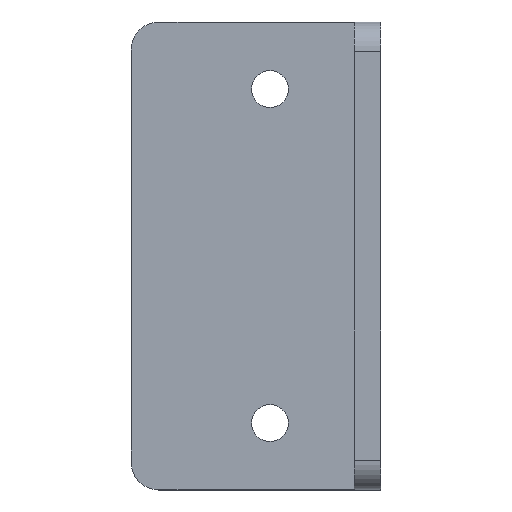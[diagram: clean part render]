
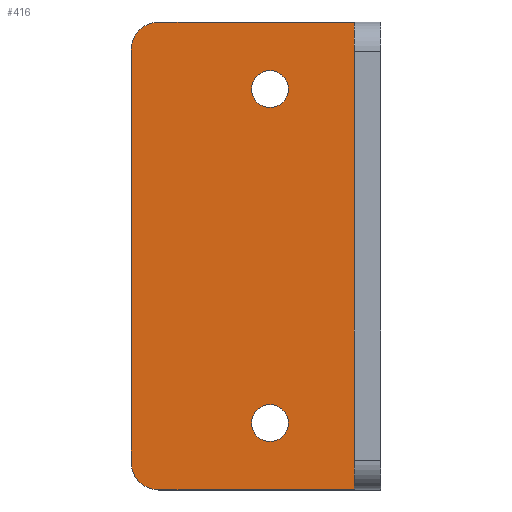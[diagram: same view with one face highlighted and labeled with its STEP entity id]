
A CAD part, top view. The second image highlights one B-rep face of the part: STEP entity #416.
In plain terms, the highlighted planar face has unit normal (0, 0, 1).
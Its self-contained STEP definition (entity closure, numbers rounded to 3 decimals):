
#1 = CARTESIAN_POINT ( 'NONE',  ( 17.625, 41.875, 4.75 ) ) ;
#13 = CARTESIAN_POINT ( 'NONE',  ( -22.375, -36.875, 4.75 ) ) ;
#14 = EDGE_CURVE ( 'NONE', #180, #635, #346, .T. ) ;
#18 = VECTOR ( 'NONE', #354, 1000. ) ;
#28 = DIRECTION ( 'NONE',  ( 1., 0., 0. ) ) ;
#39 = CARTESIAN_POINT ( 'NONE',  ( -0.8, -29.896, 4.75 ) ) ;
#40 = EDGE_LOOP ( 'NONE', ( #188, #414, #442, #122, #364, #44 ) ) ;
#44 = ORIENTED_EDGE ( 'NONE', *, *, #590, .T. ) ;
#45 = EDGE_CURVE ( 'NONE', #180, #453, #242, .T. ) ;
#46 = DIRECTION ( 'NONE',  ( 0., 0., 1. ) ) ;
#50 = FACE_BOUND ( 'NONE', #282, .T. ) ;
#53 = CARTESIAN_POINT ( 'NONE',  ( 2.5, -29.896, 4.75 ) ) ;
#57 = CIRCLE ( 'NONE', #595, 5. ) ;
#61 = LINE ( 'NONE', #444, #18 ) ;
#69 = CARTESIAN_POINT ( 'NONE',  ( -17.375, -36.875, 4.75 ) ) ;
#76 = EDGE_CURVE ( 'NONE', #453, #496, #57, .T. ) ;
#98 = CIRCLE ( 'NONE', #395, 5. ) ;
#122 = ORIENTED_EDGE ( 'NONE', *, *, #559, .T. ) ;
#124 = DIRECTION ( 'NONE',  ( 1., 0., 0. ) ) ;
#129 = CIRCLE ( 'NONE', #199, 3.3 ) ;
#137 = CARTESIAN_POINT ( 'NONE',  ( 2.5, 29.896, 4.75 ) ) ;
#180 = VERTEX_POINT ( 'NONE', #445 ) ;
#184 = CARTESIAN_POINT ( 'NONE',  ( 5.8, 29.896, 4.75 ) ) ;
#188 = ORIENTED_EDGE ( 'NONE', *, *, #14, .F. ) ;
#191 = VERTEX_POINT ( 'NONE', #13 ) ;
#199 = AXIS2_PLACEMENT_3D ( 'NONE', #53, #46, #441 ) ;
#200 = DIRECTION ( 'NONE',  ( 0., 0., 1. ) ) ;
#202 = EDGE_CURVE ( 'NONE', #191, #422, #98, .T. ) ;
#207 = DIRECTION ( 'NONE',  ( 0., 0., 1. ) ) ;
#208 = VECTOR ( 'NONE', #384, 1000. ) ;
#216 = CARTESIAN_POINT ( 'NONE',  ( -22.375, 36.875, 4.75 ) ) ;
#236 = CARTESIAN_POINT ( 'NONE',  ( -17.375, 36.875, 4.75 ) ) ;
#242 = LINE ( 'NONE', #434, #208 ) ;
#246 = DIRECTION ( 'NONE',  ( 0., -1., 0. ) ) ;
#247 = AXIS2_PLACEMENT_3D ( 'NONE', #236, #200, #388 ) ;
#262 = CARTESIAN_POINT ( 'NONE',  ( 2.5, -29.896, 4.75 ) ) ;
#267 = EDGE_CURVE ( 'NONE', #284, #371, #419, .T. ) ;
#270 = VERTEX_POINT ( 'NONE', #39 ) ;
#282 = EDGE_LOOP ( 'NONE', ( #528, #480 ) ) ;
#283 = CARTESIAN_POINT ( 'NONE',  ( -17.375, 41.875, 4.75 ) ) ;
#284 = VERTEX_POINT ( 'NONE', #184 ) ;
#286 = FACE_BOUND ( 'NONE', #344, .T. ) ;
#289 = DIRECTION ( 'NONE',  ( 1., 0., 0. ) ) ;
#305 = LINE ( 'NONE', #517, #487 ) ;
#343 = CARTESIAN_POINT ( 'NONE',  ( -17.375, -41.875, 4.75 ) ) ;
#344 = EDGE_LOOP ( 'NONE', ( #373, #558 ) ) ;
#346 = LINE ( 'NONE', #1, #638 ) ;
#354 = DIRECTION ( 'NONE',  ( 0., -1., 0. ) ) ;
#357 = AXIS2_PLACEMENT_3D ( 'NONE', #137, #586, #469 ) ;
#359 = CARTESIAN_POINT ( 'NONE',  ( -17.375, 36.875, 4.75 ) ) ;
#362 = CARTESIAN_POINT ( 'NONE',  ( 17.625, -41.875, 4.75 ) ) ;
#364 = ORIENTED_EDGE ( 'NONE', *, *, #202, .T. ) ;
#370 = EDGE_CURVE ( 'NONE', #371, #284, #596, .T. ) ;
#371 = VERTEX_POINT ( 'NONE', #592 ) ;
#373 = ORIENTED_EDGE ( 'NONE', *, *, #466, .F. ) ;
#377 = EDGE_CURVE ( 'NONE', #405, #270, #129, .T. ) ;
#381 = CARTESIAN_POINT ( 'NONE',  ( 2.5, 29.896, 4.75 ) ) ;
#384 = DIRECTION ( 'NONE',  ( -1., 0., 0. ) ) ;
#388 = DIRECTION ( 'NONE',  ( 1., 0., 0. ) ) ;
#394 = DIRECTION ( 'NONE',  ( 1., 0., 0. ) ) ;
#395 = AXIS2_PLACEMENT_3D ( 'NONE', #69, #207, #394 ) ;
#405 = VERTEX_POINT ( 'NONE', #433 ) ;
#407 = AXIS2_PLACEMENT_3D ( 'NONE', #262, #565, #28 ) ;
#409 = CIRCLE ( 'NONE', #407, 3.3 ) ;
#414 = ORIENTED_EDGE ( 'NONE', *, *, #45, .T. ) ;
#416 = ADVANCED_FACE ( 'NONE', ( #50, #286, #589 ), #544, .T. ) ;
#419 = CIRCLE ( 'NONE', #357, 3.3 ) ;
#422 = VERTEX_POINT ( 'NONE', #343 ) ;
#433 = CARTESIAN_POINT ( 'NONE',  ( 5.8, -29.896, 4.75 ) ) ;
#434 = CARTESIAN_POINT ( 'NONE',  ( -17.375, 41.875, 4.75 ) ) ;
#435 = DIRECTION ( 'NONE',  ( 0., 0., 1. ) ) ;
#441 = DIRECTION ( 'NONE',  ( 1., 0., 0. ) ) ;
#442 = ORIENTED_EDGE ( 'NONE', *, *, #76, .T. ) ;
#444 = CARTESIAN_POINT ( 'NONE',  ( -22.375, -36.875, 4.75 ) ) ;
#445 = CARTESIAN_POINT ( 'NONE',  ( 17.625, 41.875, 4.75 ) ) ;
#448 = AXIS2_PLACEMENT_3D ( 'NONE', #381, #435, #289 ) ;
#453 = VERTEX_POINT ( 'NONE', #283 ) ;
#466 = EDGE_CURVE ( 'NONE', #270, #405, #409, .T. ) ;
#469 = DIRECTION ( 'NONE',  ( 1., 0., 0. ) ) ;
#480 = ORIENTED_EDGE ( 'NONE', *, *, #267, .F. ) ;
#487 = VECTOR ( 'NONE', #521, 1000. ) ;
#496 = VERTEX_POINT ( 'NONE', #216 ) ;
#517 = CARTESIAN_POINT ( 'NONE',  ( -17.375, -41.875, 4.75 ) ) ;
#521 = DIRECTION ( 'NONE',  ( 1., 0., 0. ) ) ;
#528 = ORIENTED_EDGE ( 'NONE', *, *, #370, .F. ) ;
#544 = PLANE ( 'NONE',  #247 ) ;
#558 = ORIENTED_EDGE ( 'NONE', *, *, #377, .F. ) ;
#559 = EDGE_CURVE ( 'NONE', #496, #191, #61, .T. ) ;
#565 = DIRECTION ( 'NONE',  ( 0., 0., 1. ) ) ;
#586 = DIRECTION ( 'NONE',  ( 0., 0., 1. ) ) ;
#589 = FACE_OUTER_BOUND ( 'NONE', #40, .T. ) ;
#590 = EDGE_CURVE ( 'NONE', #422, #635, #305, .T. ) ;
#592 = CARTESIAN_POINT ( 'NONE',  ( -0.8, 29.896, 4.75 ) ) ;
#595 = AXIS2_PLACEMENT_3D ( 'NONE', #359, #617, #124 ) ;
#596 = CIRCLE ( 'NONE', #448, 3.3 ) ;
#617 = DIRECTION ( 'NONE',  ( 0., 0., 1. ) ) ;
#635 = VERTEX_POINT ( 'NONE', #362 ) ;
#638 = VECTOR ( 'NONE', #246, 1000. ) ;
